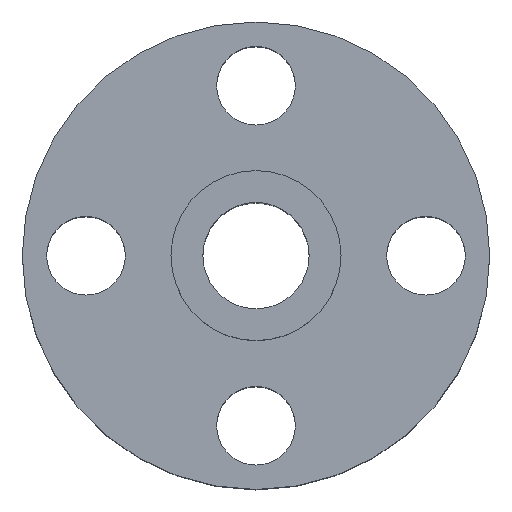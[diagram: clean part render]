
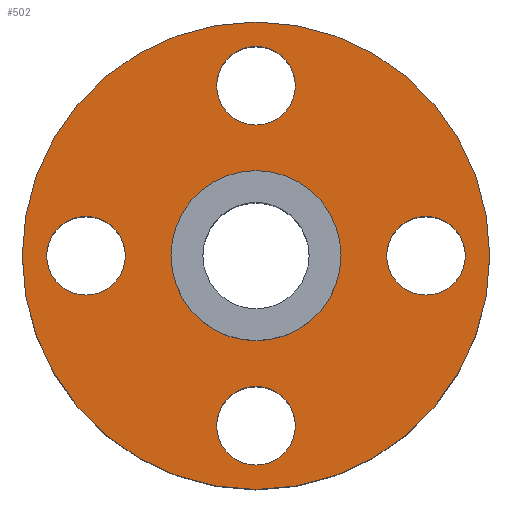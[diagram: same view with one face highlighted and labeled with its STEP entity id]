
A CAD part, top view. The second image highlights one B-rep face of the part: STEP entity #502.
In plain terms, the highlighted planar face has unit normal (0, 0, 1).
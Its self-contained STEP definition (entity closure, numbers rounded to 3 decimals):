
#11 = ORIENTED_EDGE ( 'NONE', *, *, #116, .F. ) ;
#13 = AXIS2_PLACEMENT_3D ( 'NONE', #239, #462, #78 ) ;
#19 = FACE_BOUND ( 'NONE', #90, .T. ) ;
#42 = DIRECTION ( 'NONE',  ( 1., 0., 0. ) ) ;
#49 = CARTESIAN_POINT ( 'NONE',  ( 0., -8., 6.35 ) ) ;
#50 = EDGE_CURVE ( 'NONE', #573, #460, #491, .T. ) ;
#54 = AXIS2_PLACEMENT_3D ( 'NONE', #600, #557, #291 ) ;
#72 = DIRECTION ( 'NONE',  ( 1., 0., 0. ) ) ;
#75 = DIRECTION ( 'NONE',  ( 0., 0., 1. ) ) ;
#76 = DIRECTION ( 'NONE',  ( 0., 0., 1. ) ) ;
#78 = DIRECTION ( 'NONE',  ( 1., 0., 0. ) ) ;
#82 = CARTESIAN_POINT ( 'NONE',  ( -11., 0., 6.35 ) ) ;
#90 = EDGE_LOOP ( 'NONE', ( #366, #354 ) ) ;
#96 = ORIENTED_EDGE ( 'NONE', *, *, #202, .F. ) ;
#98 = CIRCLE ( 'NONE', #540, 11. ) ;
#99 = CARTESIAN_POINT ( 'NONE',  ( 4., 0., 6.35 ) ) ;
#101 = DIRECTION ( 'NONE',  ( 0., 0., 1. ) ) ;
#113 = EDGE_CURVE ( 'NONE', #221, #145, #640, .T. ) ;
#115 = CIRCLE ( 'NONE', #54, 1.85 ) ;
#116 = EDGE_CURVE ( 'NONE', #591, #206, #630, .T. ) ;
#124 = DIRECTION ( 'NONE',  ( 1., 0., 0. ) ) ;
#136 = AXIS2_PLACEMENT_3D ( 'NONE', #370, #656, #42 ) ;
#141 = AXIS2_PLACEMENT_3D ( 'NONE', #49, #149, #577 ) ;
#142 = DIRECTION ( 'NONE',  ( 1., 0., 0. ) ) ;
#143 = DIRECTION ( 'NONE',  ( 0., 0., 1. ) ) ;
#145 = VERTEX_POINT ( 'NONE', #227 ) ;
#149 = DIRECTION ( 'NONE',  ( 0., 0., 1. ) ) ;
#153 = CIRCLE ( 'NONE', #638, 1.85 ) ;
#158 = AXIS2_PLACEMENT_3D ( 'NONE', #631, #477, #210 ) ;
#185 = CIRCLE ( 'NONE', #645, 4. ) ;
#190 = EDGE_CURVE ( 'NONE', #145, #221, #115, .T. ) ;
#194 = CIRCLE ( 'NONE', #414, 1.85 ) ;
#196 = CARTESIAN_POINT ( 'NONE',  ( 8., 0., 6.35 ) ) ;
#202 = EDGE_CURVE ( 'NONE', #206, #591, #185, .T. ) ;
#206 = VERTEX_POINT ( 'NONE', #605 ) ;
#210 = DIRECTION ( 'NONE',  ( 1., 0., 0. ) ) ;
#221 = VERTEX_POINT ( 'NONE', #608 ) ;
#227 = CARTESIAN_POINT ( 'NONE',  ( -1.85, 8., 6.35 ) ) ;
#232 = EDGE_LOOP ( 'NONE', ( #96, #11 ) ) ;
#233 = CARTESIAN_POINT ( 'NONE',  ( -9.85, 0., 6.35 ) ) ;
#239 = CARTESIAN_POINT ( 'NONE',  ( 0., 8., 6.35 ) ) ;
#243 = DIRECTION ( 'NONE',  ( 1., 0., 0. ) ) ;
#244 = DIRECTION ( 'NONE',  ( 1., 0., 0. ) ) ;
#248 = EDGE_LOOP ( 'NONE', ( #447, #471 ) ) ;
#253 = PLANE ( 'NONE',  #136 ) ;
#258 = CARTESIAN_POINT ( 'NONE',  ( 11., 0., 6.35 ) ) ;
#261 = VERTEX_POINT ( 'NONE', #406 ) ;
#270 = AXIS2_PLACEMENT_3D ( 'NONE', #668, #143, #432 ) ;
#277 = EDGE_CURVE ( 'NONE', #456, #498, #98, .T. ) ;
#285 = CIRCLE ( 'NONE', #158, 1.85 ) ;
#286 = FACE_BOUND ( 'NONE', #441, .T. ) ;
#290 = VERTEX_POINT ( 'NONE', #233 ) ;
#291 = DIRECTION ( 'NONE',  ( 1., 0., 0. ) ) ;
#307 = FACE_BOUND ( 'NONE', #578, .T. ) ;
#313 = CARTESIAN_POINT ( 'NONE',  ( -6.15, 0., 6.35 ) ) ;
#321 = EDGE_LOOP ( 'NONE', ( #457, #610 ) ) ;
#324 = CARTESIAN_POINT ( 'NONE',  ( 0., 0., 6.35 ) ) ;
#342 = CARTESIAN_POINT ( 'NONE',  ( 0., 0., 6.35 ) ) ;
#348 = CARTESIAN_POINT ( 'NONE',  ( 8., 0., 6.35 ) ) ;
#352 = DIRECTION ( 'NONE',  ( 0., 0., 1. ) ) ;
#354 = ORIENTED_EDGE ( 'NONE', *, *, #454, .F. ) ;
#362 = CARTESIAN_POINT ( 'NONE',  ( 6.15, 0., 6.35 ) ) ;
#365 = CIRCLE ( 'NONE', #141, 1.85 ) ;
#366 = ORIENTED_EDGE ( 'NONE', *, *, #50, .F. ) ;
#370 = CARTESIAN_POINT ( 'NONE',  ( 0., 0., 6.35 ) ) ;
#377 = CARTESIAN_POINT ( 'NONE',  ( -8., 0., 6.35 ) ) ;
#381 = EDGE_CURVE ( 'NONE', #261, #427, #496, .T. ) ;
#395 = DIRECTION ( 'NONE',  ( 0., 0., 1. ) ) ;
#403 = ORIENTED_EDGE ( 'NONE', *, *, #113, .F. ) ;
#406 = CARTESIAN_POINT ( 'NONE',  ( -1.85, -8., 6.35 ) ) ;
#408 = CARTESIAN_POINT ( 'NONE',  ( 0., 0., 6.35 ) ) ;
#414 = AXIS2_PLACEMENT_3D ( 'NONE', #196, #524, #142 ) ;
#419 = EDGE_CURVE ( 'NONE', #427, #261, #365, .T. ) ;
#420 = ORIENTED_EDGE ( 'NONE', *, *, #558, .F. ) ;
#422 = DIRECTION ( 'NONE',  ( 0., 0., 1. ) ) ;
#427 = VERTEX_POINT ( 'NONE', #474 ) ;
#432 = DIRECTION ( 'NONE',  ( 1., 0., 0. ) ) ;
#439 = VERTEX_POINT ( 'NONE', #313 ) ;
#441 = EDGE_LOOP ( 'NONE', ( #420, #639 ) ) ;
#442 = EDGE_CURVE ( 'NONE', #290, #439, #153, .T. ) ;
#444 = EDGE_CURVE ( 'NONE', #498, #456, #620, .T. ) ;
#447 = ORIENTED_EDGE ( 'NONE', *, *, #419, .F. ) ;
#454 = EDGE_CURVE ( 'NONE', #460, #573, #194, .T. ) ;
#456 = VERTEX_POINT ( 'NONE', #82 ) ;
#457 = ORIENTED_EDGE ( 'NONE', *, *, #444, .T. ) ;
#460 = VERTEX_POINT ( 'NONE', #362 ) ;
#462 = DIRECTION ( 'NONE',  ( 0., 0., 1. ) ) ;
#471 = ORIENTED_EDGE ( 'NONE', *, *, #381, .F. ) ;
#474 = CARTESIAN_POINT ( 'NONE',  ( 1.85, -8., 6.35 ) ) ;
#477 = DIRECTION ( 'NONE',  ( 0., 0., 1. ) ) ;
#483 = ORIENTED_EDGE ( 'NONE', *, *, #190, .F. ) ;
#491 = CIRCLE ( 'NONE', #523, 1.85 ) ;
#496 = CIRCLE ( 'NONE', #270, 1.85 ) ;
#498 = VERTEX_POINT ( 'NONE', #258 ) ;
#502 = ADVANCED_FACE ( 'NONE', ( #572, #19, #286, #588, #307, #602 ), #253, .T. ) ;
#509 = DIRECTION ( 'NONE',  ( 1., 0., 0. ) ) ;
#523 = AXIS2_PLACEMENT_3D ( 'NONE', #348, #395, #72 ) ;
#524 = DIRECTION ( 'NONE',  ( 0., 0., 1. ) ) ;
#540 = AXIS2_PLACEMENT_3D ( 'NONE', #618, #422, #243 ) ;
#557 = DIRECTION ( 'NONE',  ( 0., 0., 1. ) ) ;
#558 = EDGE_CURVE ( 'NONE', #439, #290, #285, .T. ) ;
#572 = FACE_OUTER_BOUND ( 'NONE', #321, .T. ) ;
#573 = VERTEX_POINT ( 'NONE', #667 ) ;
#575 = DIRECTION ( 'NONE',  ( 1., 0., 0. ) ) ;
#577 = DIRECTION ( 'NONE',  ( 1., 0., 0. ) ) ;
#578 = EDGE_LOOP ( 'NONE', ( #403, #483 ) ) ;
#586 = AXIS2_PLACEMENT_3D ( 'NONE', #408, #352, #509 ) ;
#588 = FACE_BOUND ( 'NONE', #248, .T. ) ;
#591 = VERTEX_POINT ( 'NONE', #99 ) ;
#600 = CARTESIAN_POINT ( 'NONE',  ( 0., 8., 6.35 ) ) ;
#602 = FACE_BOUND ( 'NONE', #232, .T. ) ;
#605 = CARTESIAN_POINT ( 'NONE',  ( -4., 0., 6.35 ) ) ;
#608 = CARTESIAN_POINT ( 'NONE',  ( 1.85, 8., 6.35 ) ) ;
#610 = ORIENTED_EDGE ( 'NONE', *, *, #277, .T. ) ;
#618 = CARTESIAN_POINT ( 'NONE',  ( 0., 0., 6.35 ) ) ;
#620 = CIRCLE ( 'NONE', #670, 11. ) ;
#630 = CIRCLE ( 'NONE', #586, 4. ) ;
#631 = CARTESIAN_POINT ( 'NONE',  ( -8., 0., 6.35 ) ) ;
#638 = AXIS2_PLACEMENT_3D ( 'NONE', #377, #101, #575 ) ;
#639 = ORIENTED_EDGE ( 'NONE', *, *, #442, .F. ) ;
#640 = CIRCLE ( 'NONE', #13, 1.85 ) ;
#645 = AXIS2_PLACEMENT_3D ( 'NONE', #342, #76, #124 ) ;
#656 = DIRECTION ( 'NONE',  ( 0., 0., 1. ) ) ;
#667 = CARTESIAN_POINT ( 'NONE',  ( 9.85, 0., 6.35 ) ) ;
#668 = CARTESIAN_POINT ( 'NONE',  ( 0., -8., 6.35 ) ) ;
#670 = AXIS2_PLACEMENT_3D ( 'NONE', #324, #75, #244 ) ;
